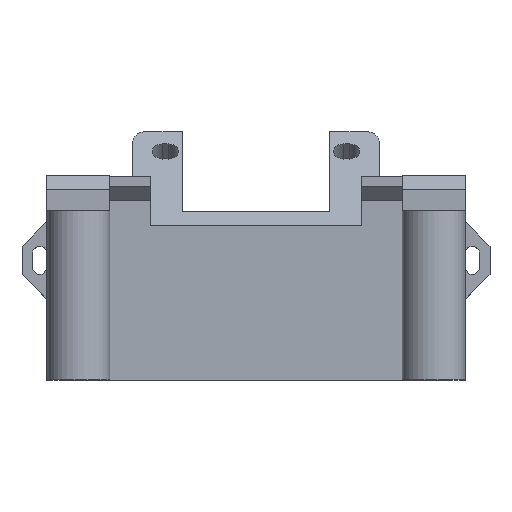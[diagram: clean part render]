
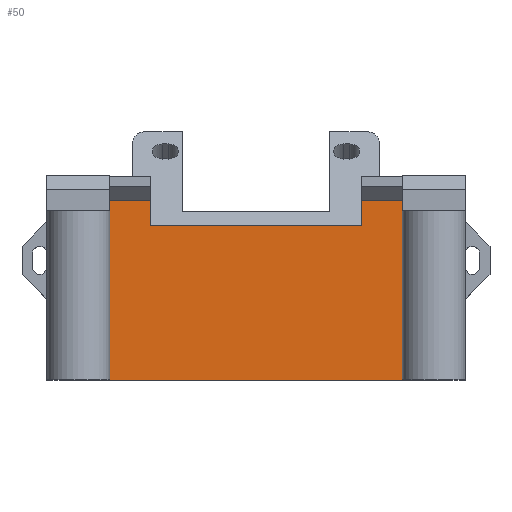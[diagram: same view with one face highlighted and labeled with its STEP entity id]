
A CAD part, top view. The second image highlights one B-rep face of the part: STEP entity #50.
In plain terms, the highlighted planar face has unit normal (0, 0, 1).
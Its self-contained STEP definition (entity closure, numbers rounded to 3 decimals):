
#11 = VERTEX_POINT ( 'NONE', #218 ) ;
#20 = VERTEX_POINT ( 'NONE', #3713 ) ;
#25 = ORIENTED_EDGE ( 'NONE', *, *, #3453, .T. ) ;
#50 = ADVANCED_FACE ( 'NONE', ( #1955 ), #4072, .F. ) ;
#78 = VERTEX_POINT ( 'NONE', #2417 ) ;
#168 = VECTOR ( 'NONE', #415, 1000. ) ;
#186 = CARTESIAN_POINT ( 'NONE',  ( 15., 21.929, -18. ) ) ;
#210 = VECTOR ( 'NONE', #2781, 1000. ) ;
#218 = CARTESIAN_POINT ( 'NONE',  ( -27.75, 0., -18. ) ) ;
#391 = LINE ( 'NONE', #186, #210 ) ;
#415 = DIRECTION ( 'NONE',  ( 0., -1., 0. ) ) ;
#444 = VECTOR ( 'NONE', #808, 1000. ) ;
#484 = ORIENTED_EDGE ( 'NONE', *, *, #1012, .F. ) ;
#506 = DIRECTION ( 'NONE',  ( -1., 0., 0. ) ) ;
#508 = CARTESIAN_POINT ( 'NONE',  ( 15., 25.5, -18. ) ) ;
#622 = VECTOR ( 'NONE', #1512, 1000. ) ;
#625 = ORIENTED_EDGE ( 'NONE', *, *, #1094, .T. ) ;
#644 = CARTESIAN_POINT ( 'NONE',  ( 27.75, 25.5, -18. ) ) ;
#690 = VERTEX_POINT ( 'NONE', #2797 ) ;
#808 = DIRECTION ( 'NONE',  ( -1., 0., 0. ) ) ;
#957 = LINE ( 'NONE', #2117, #1703 ) ;
#958 = EDGE_CURVE ( 'NONE', #4001, #3561, #391, .T. ) ;
#979 = EDGE_CURVE ( 'NONE', #20, #4203, #1058, .T. ) ;
#1012 = EDGE_CURVE ( 'NONE', #4128, #78, #957, .T. ) ;
#1032 = EDGE_CURVE ( 'NONE', #690, #3561, #2572, .T. ) ;
#1038 = ORIENTED_EDGE ( 'NONE', *, *, #1032, .F. ) ;
#1058 = LINE ( 'NONE', #3820, #1812 ) ;
#1072 = CARTESIAN_POINT ( 'NONE',  ( -27.75, 29., -18. ) ) ;
#1094 = EDGE_CURVE ( 'NONE', #4128, #4001, #3044, .T. ) ;
#1117 = EDGE_CURVE ( 'NONE', #20, #690, #1212, .T. ) ;
#1171 = DIRECTION ( 'NONE',  ( 0., -1., 0. ) ) ;
#1192 = CARTESIAN_POINT ( 'NONE',  ( -27.75, 0., -18. ) ) ;
#1212 = LINE ( 'NONE', #3417, #2842 ) ;
#1230 = LINE ( 'NONE', #1072, #168 ) ;
#1246 = ORIENTED_EDGE ( 'NONE', *, *, #3847, .T. ) ;
#1465 = DIRECTION ( 'NONE',  ( 0., 0., -1. ) ) ;
#1487 = CARTESIAN_POINT ( 'NONE',  ( -15., 21.929, -18. ) ) ;
#1512 = DIRECTION ( 'NONE',  ( 1., 0., 0. ) ) ;
#1530 = DIRECTION ( 'NONE',  ( 1., 0., 0. ) ) ;
#1609 = VECTOR ( 'NONE', #1530, 1000. ) ;
#1703 = VECTOR ( 'NONE', #1171, 1000. ) ;
#1782 = CARTESIAN_POINT ( 'NONE',  ( -27.75, 29., -18. ) ) ;
#1812 = VECTOR ( 'NONE', #506, 1000. ) ;
#1955 = FACE_OUTER_BOUND ( 'NONE', #4100, .T. ) ;
#2012 = AXIS2_PLACEMENT_3D ( 'NONE', #1782, #1465, #3427 ) ;
#2117 = CARTESIAN_POINT ( 'NONE',  ( 27.75, 29., -18. ) ) ;
#2211 = CARTESIAN_POINT ( 'NONE',  ( 15., 21.929, -18. ) ) ;
#2339 = LINE ( 'NONE', #1192, #622 ) ;
#2417 = CARTESIAN_POINT ( 'NONE',  ( 27.75, 0., -18. ) ) ;
#2572 = LINE ( 'NONE', #1487, #1609 ) ;
#2623 = ORIENTED_EDGE ( 'NONE', *, *, #1117, .F. ) ;
#2781 = DIRECTION ( 'NONE',  ( 0., -1., 0. ) ) ;
#2797 = CARTESIAN_POINT ( 'NONE',  ( -15., 21.929, -18. ) ) ;
#2842 = VECTOR ( 'NONE', #3148, 1000. ) ;
#3015 = ORIENTED_EDGE ( 'NONE', *, *, #958, .T. ) ;
#3044 = LINE ( 'NONE', #3359, #444 ) ;
#3148 = DIRECTION ( 'NONE',  ( 0., -1., 0. ) ) ;
#3282 = CARTESIAN_POINT ( 'NONE',  ( -27.75, 25.5, -18. ) ) ;
#3359 = CARTESIAN_POINT ( 'NONE',  ( 15., 25.5, -18. ) ) ;
#3417 = CARTESIAN_POINT ( 'NONE',  ( -15., 21.929, -18. ) ) ;
#3427 = DIRECTION ( 'NONE',  ( -1., 0., 0. ) ) ;
#3453 = EDGE_CURVE ( 'NONE', #11, #78, #2339, .T. ) ;
#3561 = VERTEX_POINT ( 'NONE', #2211 ) ;
#3713 = CARTESIAN_POINT ( 'NONE',  ( -15., 25.5, -18. ) ) ;
#3820 = CARTESIAN_POINT ( 'NONE',  ( -27.75, 25.5, -18. ) ) ;
#3847 = EDGE_CURVE ( 'NONE', #4203, #11, #1230, .T. ) ;
#4001 = VERTEX_POINT ( 'NONE', #508 ) ;
#4072 = PLANE ( 'NONE',  #2012 ) ;
#4100 = EDGE_LOOP ( 'NONE', ( #484, #625, #3015, #1038, #2623, #4101, #1246, #25 ) ) ;
#4101 = ORIENTED_EDGE ( 'NONE', *, *, #979, .T. ) ;
#4128 = VERTEX_POINT ( 'NONE', #644 ) ;
#4203 = VERTEX_POINT ( 'NONE', #3282 ) ;
